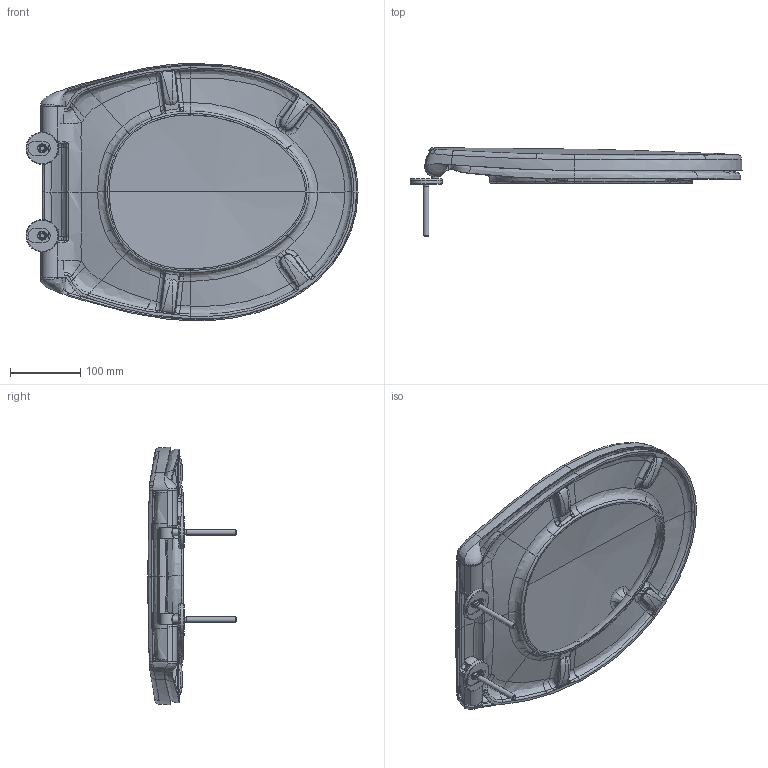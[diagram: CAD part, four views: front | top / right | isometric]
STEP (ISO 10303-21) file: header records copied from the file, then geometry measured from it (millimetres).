
FILE_DESCRIPTION(/* description */ (''),/* implementation_level */ '2;1');
FILE_NAME(/* name */ '8M43S1_8M54S1_8M59S1_WCS.stp',/* time_stamp */ '2021-10-22T11:05:21+02:00',/* author */ (''),/* organization */ (''),/* preprocessor_version */ 'ST-DEVELOPER v18.1',/* originating_system */ 'SIEMENS PLM Software NX 1973',/* authorisation */ '');
FILE_SCHEMA (('AUTOMOTIVE_DESIGN { 1 0 10303 214 3 1 1 1 }'));
Products named in the file (1): Muel5EAC1F49d5im
Bounding box: 473.65 x 126.32 x 367.57 mm (x, y, z)
Volume: 1436470.8 mm3; surface area: 561566.4 mm2
Topology: 12 solids, 12 shells, 591 faces, 1413 edges, 858 vertices
Faces by surface type: bspline 402, plane 71, cylinder 58, torus 30, extrusion 14, sphere 12, cone 4
Full cylindrical faces by diameter (mm): 4.8 x2, 7 x4, 7.5 x2, 7.8 x2, 10 x6, 10.25 x2, 13 x2, 19.8 x2, 44.5 x2, 45 x2, 46.2 x2
Entity records: 59585 total; most frequent: CARTESIAN_POINT 49333, ORIENTED_EDGE 2694, EDGE_CURVE 1347, B_SPLINE_CURVE_WITH_KNOTS 1054, DIRECTION 868, VERTEX_POINT 845, EDGE_LOOP 666, ADVANCED_FACE 591
